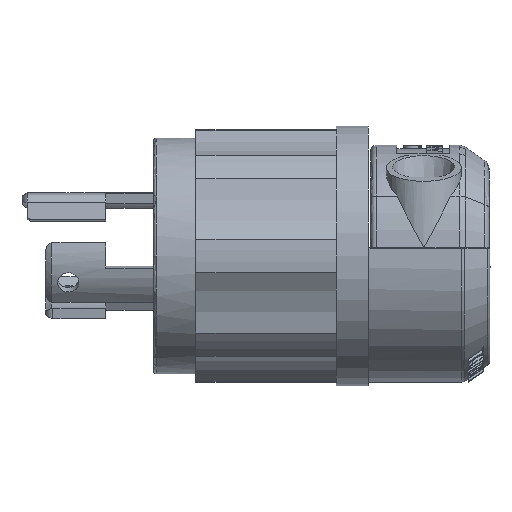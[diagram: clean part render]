
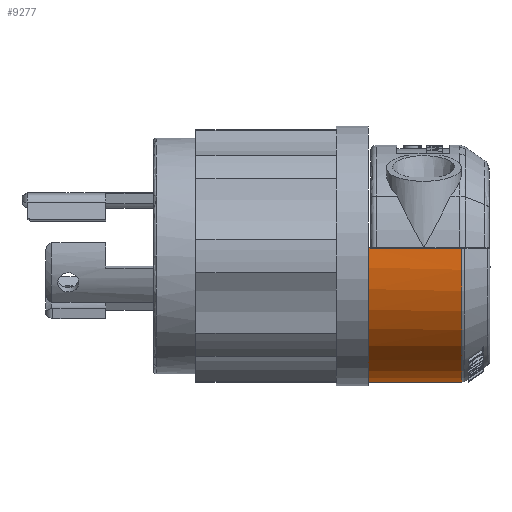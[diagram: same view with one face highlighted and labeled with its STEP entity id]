
A CAD part, front view. The second image highlights one B-rep face of the part: STEP entity #9277.
In plain terms, the highlighted cylindrical face has radius 18.936 mm (diameter 37.871 mm), a partial arc.
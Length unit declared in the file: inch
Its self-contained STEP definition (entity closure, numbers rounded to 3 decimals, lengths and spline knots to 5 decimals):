
#2172 = CARTESIAN_POINT ( 'NONE',  ( 1.2841, -0.60402, -0.16288 ) ) ;
#3363 = ORIENTED_EDGE ( 'NONE', *, *, #42851, .F. ) ;
#3473 = AXIS2_PLACEMENT_3D ( 'NONE', #67381, #68290, #48751 ) ;
#4435 = CARTESIAN_POINT ( 'NONE',  ( 1.00799, 0.88292, -0.14788 ) ) ;
#6495 = CARTESIAN_POINT ( 'NONE',  ( 1.02299, 0.88402, -0.16288 ) ) ;
#7343 = ORIENTED_EDGE ( 'NONE', *, *, #64510, .T. ) ;
#9277 = ADVANCED_FACE ( 'NONE', ( #67111 ), #66694, .T. ) ;
#11108 = CARTESIAN_POINT ( 'NONE',  ( 1.00961, 0.88353, -0.15571 ) ) ;
#11135 = VERTEX_POINT ( 'NONE', #52607 ) ;
#12502 = CARTESIAN_POINT ( 'NONE',  ( 1.00799, 0.14, -0.20988 ) ) ;
#13484 = VERTEX_POINT ( 'NONE', #13836 ) ;
#13836 = CARTESIAN_POINT ( 'NONE',  ( 1.02299, -0.60402, -0.16288 ) ) ;
#14826 = VERTEX_POINT ( 'NONE', #6495 ) ;
#15779 = ORIENTED_EDGE ( 'NONE', *, *, #43287, .T. ) ;
#17377 = CARTESIAN_POINT ( 'NONE',  ( 1.02299, 0.88402, -0.16288 ) ) ;
#19127 = ORIENTED_EDGE ( 'NONE', *, *, #34255, .T. ) ;
#19177 = DIRECTION ( 'NONE',  ( 0., 1., 0. ) ) ;
#19277 = CARTESIAN_POINT ( 'NONE',  ( 1.01513, -0.60392, -0.16125 ) ) ;
#19815 = EDGE_LOOP ( 'NONE', ( #3363, #7343, #19127, #15779, #74942, #77521 ) ) ;
#21906 = B_SPLINE_CURVE_WITH_KNOTS ( 'NONE', 3,
 ( #64123, #80559, #39289, #19277, #25102, #33042 ),
 .UNSPECIFIED., .F., .F.,
 ( 4, 2, 4 ),
 ( 0., 0.0003, 0.0006 ),
 .UNSPECIFIED. ) ;
#23800 = CARTESIAN_POINT ( 'NONE',  ( 1.56022, -0.60402, -0.16288 ) ) ;
#24982 = CARTESIAN_POINT ( 'NONE',  ( 1.00799, 0.88325, -0.15184 ) ) ;
#25102 = CARTESIAN_POINT ( 'NONE',  ( 1.01902, -0.60402, -0.16288 ) ) ;
#31617 = AXIS2_PLACEMENT_3D ( 'NONE', #87502, #40959, #19177 ) ;
#33042 = CARTESIAN_POINT ( 'NONE',  ( 1.02299, -0.60402, -0.16288 ) ) ;
#34225 = EDGE_CURVE ( 'NONE', #42804, #13484, #53972, .T. ) ;
#34255 = EDGE_CURVE ( 'NONE', #14826, #11135, #81931, .T. ) ;
#37554 = DIRECTION ( 'NONE',  ( -1., 0., 0. ) ) ;
#38907 = B_SPLINE_CURVE_WITH_KNOTS ( 'NONE', 3,
 ( #4435, #24982, #11108, #65781, #79123, #17377 ),
 .UNSPECIFIED., .F., .F.,
 ( 4, 2, 4 ),
 ( 0., 0.0003, 0.0006 ),
 .UNSPECIFIED. ) ;
#38957 = AXIS2_PLACEMENT_3D ( 'NONE', #12502, #37554, #79623 ) ;
#39289 = CARTESIAN_POINT ( 'NONE',  ( 1.00961, -0.60354, -0.15571 ) ) ;
#40959 = DIRECTION ( 'NONE',  ( 1., 0., 0. ) ) ;
#41097 = DIRECTION ( 'NONE',  ( 1., 0., 0. ) ) ;
#41521 = CARTESIAN_POINT ( 'NONE',  ( 1.2841, 0.88402, -0.16288 ) ) ;
#41875 = CIRCLE ( 'NONE', #3473, 0.7455 ) ;
#42804 = VERTEX_POINT ( 'NONE', #23800 ) ;
#42851 = EDGE_CURVE ( 'NONE', #70741, #68208, #63101, .T. ) ;
#43287 = EDGE_CURVE ( 'NONE', #11135, #42804, #41875, .T. ) ;
#48751 = DIRECTION ( 'NONE',  ( 0., -1., 0. ) ) ;
#52607 = CARTESIAN_POINT ( 'NONE',  ( 1.56022, 0.88402, -0.16288 ) ) ;
#53972 = LINE ( 'NONE', #2172, #54461 ) ;
#54070 = CARTESIAN_POINT ( 'NONE',  ( 1.00799, 0.88292, -0.14788 ) ) ;
#54461 = VECTOR ( 'NONE', #54871, 39.37008 ) ;
#54871 = DIRECTION ( 'NONE',  ( -1., 0., 0. ) ) ;
#57261 = VECTOR ( 'NONE', #41097, 39.37008 ) ;
#63101 = CIRCLE ( 'NONE', #38957, 0.7455 ) ;
#64123 = CARTESIAN_POINT ( 'NONE',  ( 1.00799, -0.60292, -0.14788 ) ) ;
#64478 = CARTESIAN_POINT ( 'NONE',  ( 1.00799, -0.60292, -0.14788 ) ) ;
#64510 = EDGE_CURVE ( 'NONE', #70741, #14826, #38907, .T. ) ;
#65781 = CARTESIAN_POINT ( 'NONE',  ( 1.01513, 0.88392, -0.16125 ) ) ;
#66694 = CYLINDRICAL_SURFACE ( 'NONE', #31617, 0.7455 ) ;
#67111 = FACE_OUTER_BOUND ( 'NONE', #19815, .T. ) ;
#67381 = CARTESIAN_POINT ( 'NONE',  ( 1.56022, 0.14, -0.20988 ) ) ;
#68208 = VERTEX_POINT ( 'NONE', #64478 ) ;
#68290 = DIRECTION ( 'NONE',  ( -1., 0., 0. ) ) ;
#70741 = VERTEX_POINT ( 'NONE', #54070 ) ;
#74942 = ORIENTED_EDGE ( 'NONE', *, *, #34225, .T. ) ;
#77521 = ORIENTED_EDGE ( 'NONE', *, *, #78620, .F. ) ;
#78620 = EDGE_CURVE ( 'NONE', #68208, #13484, #21906, .T. ) ;
#79123 = CARTESIAN_POINT ( 'NONE',  ( 1.01902, 0.88402, -0.16288 ) ) ;
#79623 = DIRECTION ( 'NONE',  ( 0., 1., 0. ) ) ;
#80559 = CARTESIAN_POINT ( 'NONE',  ( 1.00799, -0.60325, -0.15184 ) ) ;
#81931 = LINE ( 'NONE', #41521, #57261 ) ;
#87502 = CARTESIAN_POINT ( 'NONE',  ( 1.00799, 0.14, -0.20988 ) ) ;
